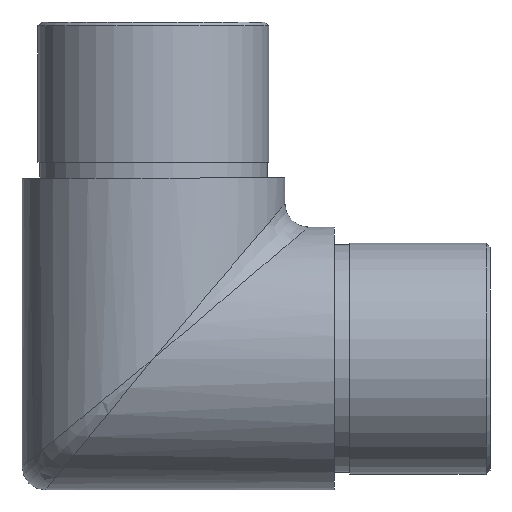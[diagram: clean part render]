
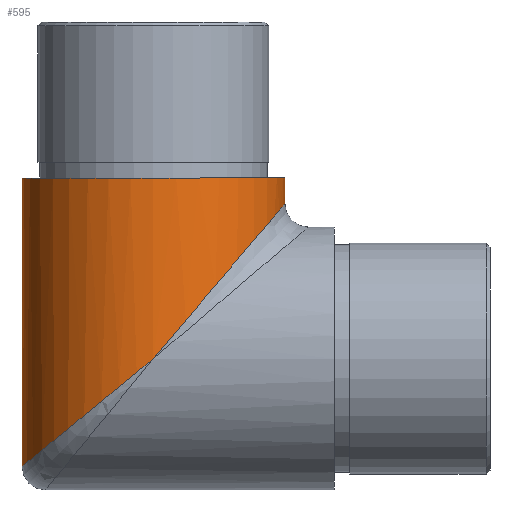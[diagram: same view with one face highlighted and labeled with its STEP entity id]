
A CAD part, front view. The second image highlights one B-rep face of the part: STEP entity #595.
In plain terms, the highlighted cylindrical face has radius 16.85 mm (diameter 33.7 mm), a partial arc.
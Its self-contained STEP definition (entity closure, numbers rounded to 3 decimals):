
#6 = CARTESIAN_POINT ( 'NONE',  ( 0., 0., 23.15 ) ) ;
#52 = CARTESIAN_POINT ( 'NONE',  ( 33.7, 0., -16.85 ) ) ;
#107 = DIRECTION ( 'NONE',  ( 0., 0., -1. ) ) ;
#110 = VECTOR ( 'NONE', #1426, 1000. ) ;
#122 = DIRECTION ( 'NONE',  ( 1., 0., 0. ) ) ;
#125 = CARTESIAN_POINT ( 'NONE',  ( 33.7, -9.871, 19.85 ) ) ;
#134 = ORIENTED_EDGE ( 'NONE', *, *, #642, .T. ) ;
#155 = CARTESIAN_POINT ( 'NONE',  ( 0., -9.871, -13.85 ) ) ;
#182 = VERTEX_POINT ( 'NONE', #1015 ) ;
#199 = CARTESIAN_POINT ( 'NONE',  ( 16.85, -16.85, 0. ) ) ;
#211 = ORIENTED_EDGE ( 'NONE', *, *, #1210, .F. ) ;
#219 = VERTEX_POINT ( 'NONE', #1124 ) ;
#281 = EDGE_CURVE ( 'NONE', #1091, #833, #905, .T. ) ;
#309 = VERTEX_POINT ( 'NONE', #1206 ) ;
#330 = EDGE_CURVE ( 'NONE', #219, #309, #990, .T. ) ;
#360 = CARTESIAN_POINT ( 'NONE',  ( 16.85, 0., 23.15 ) ) ;
#363 = CARTESIAN_POINT ( 'NONE',  ( 16.85, -16.85, 0. ) ) ;
#461 = DIRECTION ( 'NONE',  ( 0., 0., 1. ) ) ;
#514 = ORIENTED_EDGE ( 'NONE', *, *, #330, .T. ) ;
#584 = CARTESIAN_POINT ( 'NONE',  ( 33.7, 0., 19.85 ) ) ;
#586 = CARTESIAN_POINT ( 'NONE',  ( 0., 0., -13.85 ) ) ;
#595 = ADVANCED_FACE ( 'NONE', ( #844 ), #1291, .T. ) ;
#602 = EDGE_LOOP ( 'NONE', ( #1097, #931, #134, #514, #211 ) ) ;
#642 = EDGE_CURVE ( 'NONE', #833, #219, #784, .T. ) ;
#650 = AXIS2_PLACEMENT_3D ( 'NONE', #834, #1090, #732 ) ;
#663 = CARTESIAN_POINT ( 'NONE',  ( 26.721, -16.85, 11.628 ) ) ;
#732 = DIRECTION ( 'NONE',  ( 1., 0., 0. ) ) ;
#784 =( BOUNDED_CURVE ( )  B_SPLINE_CURVE ( 3, ( #586, #155, #1058, #363 ),
 .UNSPECIFIED., .F., .T. ) 
 B_SPLINE_CURVE_WITH_KNOTS ( ( 4, 4 ),
 ( 0., 1.571 ),
 .UNSPECIFIED. ) 
 CURVE ( )  GEOMETRIC_REPRESENTATION_ITEM ( )  RATIONAL_B_SPLINE_CURVE ( ( 1., 0.805, 0.805, 1. ) ) 
 REPRESENTATION_ITEM ( '' )  );
#833 = VERTEX_POINT ( 'NONE', #884 ) ;
#834 = CARTESIAN_POINT ( 'NONE',  ( 16.85, 0., -16.85 ) ) ;
#844 = FACE_OUTER_BOUND ( 'NONE', #602, .T. ) ;
#884 = CARTESIAN_POINT ( 'NONE',  ( 0., 0., -13.85 ) ) ;
#905 = LINE ( 'NONE', #1223, #1009 ) ;
#931 = ORIENTED_EDGE ( 'NONE', *, *, #281, .T. ) ;
#990 =( BOUNDED_CURVE ( )  B_SPLINE_CURVE ( 3, ( #199, #663, #125, #584 ),
 .UNSPECIFIED., .F., .T. ) 
 B_SPLINE_CURVE_WITH_KNOTS ( ( 4, 4 ),
 ( 1.571, 3.142 ),
 .UNSPECIFIED. ) 
 CURVE ( )  GEOMETRIC_REPRESENTATION_ITEM ( )  RATIONAL_B_SPLINE_CURVE ( ( 1., 0.805, 0.805, 1. ) ) 
 REPRESENTATION_ITEM ( '' )  );
#1009 = VECTOR ( 'NONE', #107, 1000. ) ;
#1015 = CARTESIAN_POINT ( 'NONE',  ( 33.7, 0., 23.15 ) ) ;
#1058 = CARTESIAN_POINT ( 'NONE',  ( 6.979, -16.85, -8.113 ) ) ;
#1079 = LINE ( 'NONE', #52, #110 ) ;
#1090 = DIRECTION ( 'NONE',  ( 0., 0., -1. ) ) ;
#1091 = VERTEX_POINT ( 'NONE', #6 ) ;
#1097 = ORIENTED_EDGE ( 'NONE', *, *, #1397, .F. ) ;
#1117 = CIRCLE ( 'NONE', #1402, 16.85 ) ;
#1124 = CARTESIAN_POINT ( 'NONE',  ( 16.85, -16.85, 0. ) ) ;
#1206 = CARTESIAN_POINT ( 'NONE',  ( 33.7, 0., 19.85 ) ) ;
#1210 = EDGE_CURVE ( 'NONE', #182, #309, #1079, .T. ) ;
#1223 = CARTESIAN_POINT ( 'NONE',  ( 0., 0., -16.85 ) ) ;
#1291 = CYLINDRICAL_SURFACE ( 'NONE', #650, 16.85 ) ;
#1397 = EDGE_CURVE ( 'NONE', #1091, #182, #1117, .T. ) ;
#1402 = AXIS2_PLACEMENT_3D ( 'NONE', #360, #461, #122 ) ;
#1426 = DIRECTION ( 'NONE',  ( 0., 0., -1. ) ) ;
